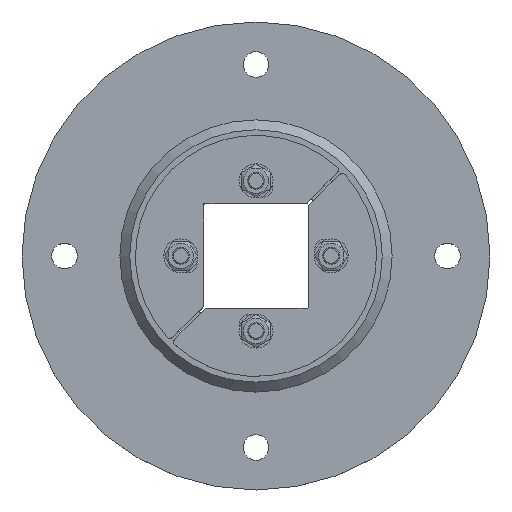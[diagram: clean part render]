
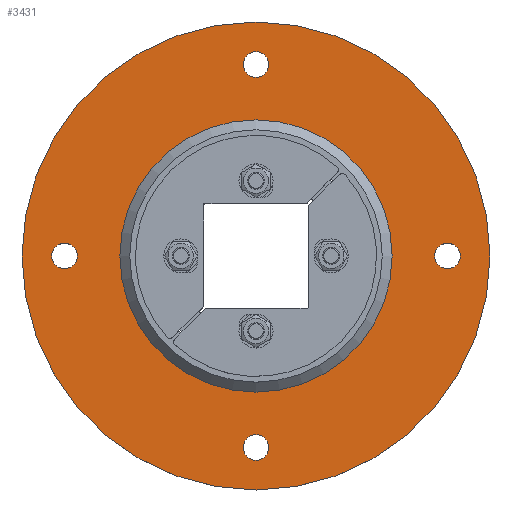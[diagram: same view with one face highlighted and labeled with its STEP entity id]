
A CAD part, top view. The second image highlights one B-rep face of the part: STEP entity #3431.
In plain terms, the highlighted planar face has unit normal (0, 0, 1).
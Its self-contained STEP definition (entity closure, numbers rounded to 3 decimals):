
#3345=CARTESIAN_POINT('',(48.0,0.,-6.0));
#3346=VERTEX_POINT('',#3345);
#3347=CARTESIAN_POINT('',(0.0,0.0,-6.0));
#3348=DIRECTION('',(0.0,0.0,1.0));
#3349=DIRECTION('',(-1.0,0.0,0.0));
#3350=AXIS2_PLACEMENT_3D('',#3347,#3348,#3349);
#3351=CIRCLE('',#3350,48.0);
#3352=EDGE_CURVE('',#3346,#3346,#3351,.T.);
#3368=CARTESIAN_POINT('',(0.,0.,-6.0));
#3369=DIRECTION('',(0.0,0.0,1.0));
#3370=DIRECTION('',(1.0,0.0,0.0));
#3371=AXIS2_PLACEMENT_3D('',#3368,#3369,#3370);
#3372=PLANE('',#3371);
#3373=CARTESIAN_POINT('',(82.5,0.,-6.));
#3374=VERTEX_POINT('',#3373);
#3375=CARTESIAN_POINT('',(0.0,0.0,-6.));
#3376=DIRECTION('',(0.0,0.0,1.0));
#3377=DIRECTION('',(-1.0,0.0,0.0));
#3378=AXIS2_PLACEMENT_3D('',#3375,#3376,#3377);
#3379=CIRCLE('',#3378,82.5);
#3380=EDGE_CURVE('',#3374,#3374,#3379,.T.);
#3381=ORIENTED_EDGE('',*,*,#3380,.T.);
#3382=EDGE_LOOP('',(#3381));
#3383=FACE_OUTER_BOUND('',#3382,.T.);
#3384=CARTESIAN_POINT('',(4.5,67.5,-6.0));
#3385=VERTEX_POINT('',#3384);
#3386=CARTESIAN_POINT('',(0.0,67.5,-6.));
#3387=DIRECTION('',(0.0,0.0,-1.0));
#3388=DIRECTION('',(1.0,0.0,0.0));
#3389=AXIS2_PLACEMENT_3D('',#3386,#3387,#3388);
#3390=CIRCLE('',#3389,4.5);
#3391=EDGE_CURVE('',#3385,#3385,#3390,.T.);
#3392=ORIENTED_EDGE('',*,*,#3391,.T.);
#3393=EDGE_LOOP('',(#3392));
#3394=FACE_BOUND('',#3393,.T.);
#3395=CARTESIAN_POINT('',(-67.5,4.5,-6.0));
#3396=VERTEX_POINT('',#3395);
#3397=CARTESIAN_POINT('',(-67.5,0.,-6.));
#3398=DIRECTION('',(0.0,0.0,-1.0));
#3399=DIRECTION('',(0.0,1.0,0.0));
#3400=AXIS2_PLACEMENT_3D('',#3397,#3398,#3399);
#3401=CIRCLE('',#3400,4.5);
#3402=EDGE_CURVE('',#3396,#3396,#3401,.T.);
#3403=ORIENTED_EDGE('',*,*,#3402,.T.);
#3404=EDGE_LOOP('',(#3403));
#3405=FACE_BOUND('',#3404,.T.);
#3406=CARTESIAN_POINT('',(-4.5,-67.5,-6.0));
#3407=VERTEX_POINT('',#3406);
#3408=CARTESIAN_POINT('',(0.,-67.5,-6.));
#3409=DIRECTION('',(0.0,0.0,-1.0));
#3410=DIRECTION('',(-1.0,0.0,0.0));
#3411=AXIS2_PLACEMENT_3D('',#3408,#3409,#3410);
#3412=CIRCLE('',#3411,4.5);
#3413=EDGE_CURVE('',#3407,#3407,#3412,.T.);
#3414=ORIENTED_EDGE('',*,*,#3413,.T.);
#3415=EDGE_LOOP('',(#3414));
#3416=FACE_BOUND('',#3415,.T.);
#3417=CARTESIAN_POINT('',(67.5,-4.5,-6.0));
#3418=VERTEX_POINT('',#3417);
#3419=CARTESIAN_POINT('',(67.5,0.,-6.));
#3420=DIRECTION('',(0.0,0.0,-1.0));
#3421=DIRECTION('',(0.0,-1.0,0.0));
#3422=AXIS2_PLACEMENT_3D('',#3419,#3420,#3421);
#3423=CIRCLE('',#3422,4.5);
#3424=EDGE_CURVE('',#3418,#3418,#3423,.T.);
#3425=ORIENTED_EDGE('',*,*,#3424,.T.);
#3426=EDGE_LOOP('',(#3425));
#3427=FACE_BOUND('',#3426,.T.);
#3428=ORIENTED_EDGE('',*,*,#3352,.F.);
#3429=EDGE_LOOP('',(#3428));
#3430=FACE_BOUND('',#3429,.T.);
#3431=ADVANCED_FACE('',(#3383,#3394,#3405,#3416,#3427,#3430),#3372,.T.);
